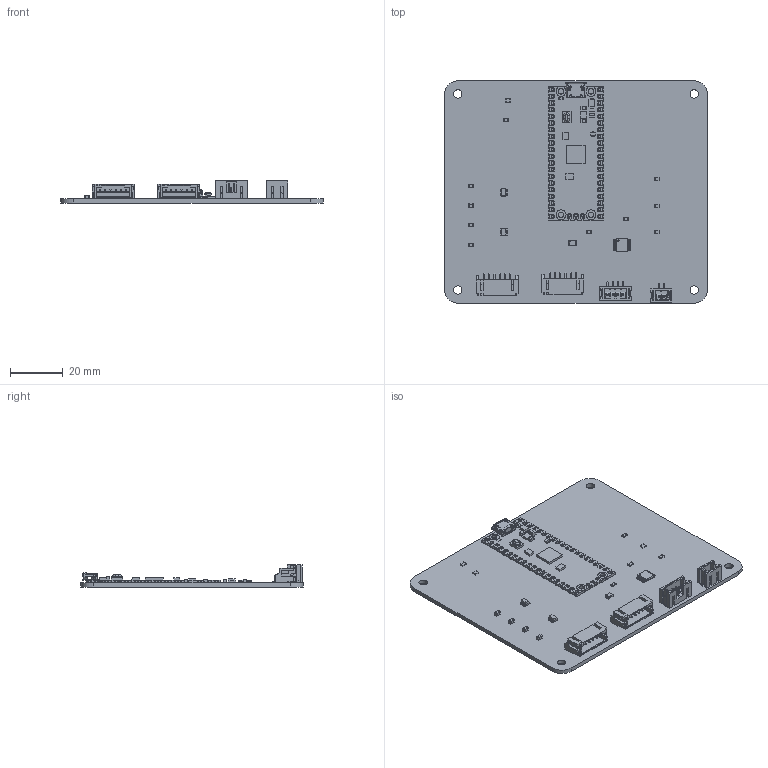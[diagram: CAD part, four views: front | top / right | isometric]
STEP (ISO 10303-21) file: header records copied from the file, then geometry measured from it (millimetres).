
FILE_DESCRIPTION(('KiCad electronic assembly'),'2;1');
FILE_NAME('MotorSignalConversion.step','2025-02-19T14:19:31',('Pcbnew'), ('Kicad'),'Open CASCADE STEP processor 7.8','KiCad to STEP converter', 'Unknown');
FILE_SCHEMA(('AUTOMOTIVE_DESIGN { 1 0 10303 214 1 1 1 1 }'));
Length unit declared in the file: millimetre
Products named in the file (20): MotorSignalConversion 1; R_0805_2012Metric; S6B-PH-SM4-TB; SxBwhite6; C_0805_2012Metric; B2B-PH-SM4-TB; VSSOP-8_2.3x2mm_P0.5mm; VSSOP_8_23x2mm_P05mm; SOT-23-6; SOT_23_6; TSSOP-14_4.4x5mm_P0.65mm; TSSOP_14_44x5mm_P065mm; pico; SC0915; B4B-PH-SM4-TB; MotorSignalConversion_PCB
Assembly tree (30 placements, depth 3):
  MotorSignalConversion 1
    R_0805_2012Metric  x7
      R_0805_2012Metric
    S6B-PH-SM4-TB  x2
      SxBwhite6
    C_0805_2012Metric  x4
      C_0805_2012Metric
    B2B-PH-SM4-TB
      B2B-PH-SM4-TB
    VSSOP-8_2.3x2mm_P0.5mm
      VSSOP_8_23x2mm_P05mm
    SOT-23-6  x2
      SOT_23_6
    TSSOP-14_4.4x5mm_P0.65mm
      TSSOP_14_44x5mm_P065mm
    pico
      SC0915
    B4B-PH-SM4-TB
      B4B-PH-SM4-TB
    MotorSignalConversion_PCB
Bounding box: 100 x 84.65 x 8.4 mm (x, y, z)
Volume: 15554.4 mm3; surface area: 24167.9 mm2
Topology: 140 solids, 140 shells, 3531 faces, 9089 edges, 5821 vertices
Faces by surface type: plane 2547, cylinder 834, bspline 130, sphere 8, torus 6, revolution 4, cone 2
Full cylindrical faces by diameter (mm): 0.25 x1, 0.5 x1, 3.2 x4
Entity records: 91962 total; most frequent: CARTESIAN_POINT 15676, ORIENTED_EDGE 14866, DIRECTION 14396, EDGE_CURVE 7433, LINE 5902, VECTOR 5902, VERTEX_POINT 4763, AXIS2_PLACEMENT_3D 4245
